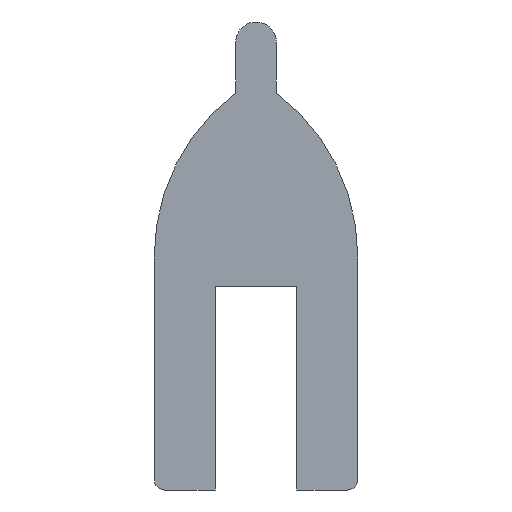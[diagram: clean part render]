
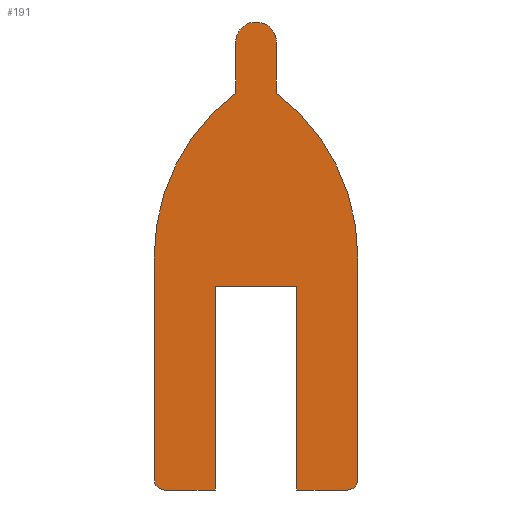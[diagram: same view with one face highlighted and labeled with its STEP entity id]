
A CAD part, front view. The second image highlights one B-rep face of the part: STEP entity #191.
In plain terms, the highlighted free-form (B-spline) face has degree [1, 1] with [2, 2] control points.
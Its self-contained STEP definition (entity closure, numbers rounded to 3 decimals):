
#44=CARTESIAN_POINT('',(-5.499,0.0,1.149));
#45=CARTESIAN_POINT('',(5.5,0.0,1.149));
#46=CARTESIAN_POINT('',(-5.499,0.0,-24.149));
#47=CARTESIAN_POINT('',(5.5,0.0,-24.149));
#48=B_SPLINE_SURFACE_WITH_KNOTS('',1,1,((#44,#46),(#45,#47)),.UNSPECIFIED.,.F.,.F.,.U.,(2,2),(2,2),(0.0,10.999),(0.0,25.298),.UNSPECIFIED.);
#49=CARTESIAN_POINT('',(-1.,0.0,-3.5));
#50=VERTEX_POINT('',#49);
#51=CARTESIAN_POINT('',(-5.0,0.0,-11.5));
#52=VERTEX_POINT('',#51);
#53=CARTESIAN_POINT('',(-1.,0.0,-3.5));
#54=CARTESIAN_POINT('',(-5.0,0.0,-6.5));
#55=CARTESIAN_POINT('',(-5.0,0.0,-11.5));
#63=(BOUNDED_CURVE()B_SPLINE_CURVE(2,(#53,#54,#55),.UNSPECIFIED.,.F.,.U.)CURVE()GEOMETRIC_REPRESENTATION_ITEM()QUASI_UNIFORM_CURVE()RATIONAL_B_SPLINE_CURVE((1.0,0.894,1.0))REPRESENTATION_ITEM(''));
#64=EDGE_CURVE('',#50,#52,#63,.T.);
#65=ORIENTED_EDGE('',*,*,#64,.T.);
#66=CARTESIAN_POINT('',(-5.0,0.0,-22.5));
#67=VERTEX_POINT('',#66);
#68=CARTESIAN_POINT('',(-5.0,0.0,-11.5));
#69=CARTESIAN_POINT('',(-5.0,0.0,-22.5));
#70=QUASI_UNIFORM_CURVE('',1,(#68,#69),.UNSPECIFIED.,.F.,.U.);
#71=EDGE_CURVE('',#52,#67,#70,.T.);
#72=ORIENTED_EDGE('',*,*,#71,.T.);
#73=CARTESIAN_POINT('',(-4.5,0.0,-23.0));
#74=VERTEX_POINT('',#73);
#75=CARTESIAN_POINT('',(-5.,0.0,-22.5));
#76=CARTESIAN_POINT('',(-5.,0.0,-23.));
#77=CARTESIAN_POINT('',(-4.5,0.0,-23.0));
#85=(BOUNDED_CURVE()B_SPLINE_CURVE(2,(#75,#76,#77),.UNSPECIFIED.,.F.,.U.)CURVE()GEOMETRIC_REPRESENTATION_ITEM()QUASI_UNIFORM_CURVE()RATIONAL_B_SPLINE_CURVE((1.0,0.707,1.0))REPRESENTATION_ITEM(''));
#86=EDGE_CURVE('',#67,#74,#85,.T.);
#87=ORIENTED_EDGE('',*,*,#86,.T.);
#88=CARTESIAN_POINT('',(-2.0,0.0,-23.0));
#89=VERTEX_POINT('',#88);
#90=CARTESIAN_POINT('',(-4.5,0.0,-23.0));
#91=CARTESIAN_POINT('',(-2.0,0.0,-23.0));
#92=QUASI_UNIFORM_CURVE('',1,(#90,#91),.UNSPECIFIED.,.F.,.U.);
#93=EDGE_CURVE('',#74,#89,#92,.T.);
#94=ORIENTED_EDGE('',*,*,#93,.T.);
#95=CARTESIAN_POINT('',(-2.0,0.0,-13.0));
#96=VERTEX_POINT('',#95);
#97=CARTESIAN_POINT('',(-2.0,0.0,-23.0));
#98=CARTESIAN_POINT('',(-2.0,0.0,-13.0));
#99=QUASI_UNIFORM_CURVE('',1,(#97,#98),.UNSPECIFIED.,.F.,.U.);
#100=EDGE_CURVE('',#89,#96,#99,.T.);
#101=ORIENTED_EDGE('',*,*,#100,.T.);
#102=CARTESIAN_POINT('',(2.0,0.0,-13.0));
#103=VERTEX_POINT('',#102);
#104=CARTESIAN_POINT('',(-2.0,0.0,-13.0));
#105=CARTESIAN_POINT('',(2.0,0.0,-13.0));
#106=QUASI_UNIFORM_CURVE('',1,(#104,#105),.UNSPECIFIED.,.F.,.U.);
#107=EDGE_CURVE('',#96,#103,#106,.T.);
#108=ORIENTED_EDGE('',*,*,#107,.T.);
#109=CARTESIAN_POINT('',(2.0,0.0,-23.0));
#110=VERTEX_POINT('',#109);
#111=CARTESIAN_POINT('',(2.0,0.0,-13.0));
#112=CARTESIAN_POINT('',(2.0,0.0,-23.0));
#113=QUASI_UNIFORM_CURVE('',1,(#111,#112),.UNSPECIFIED.,.F.,.U.);
#114=EDGE_CURVE('',#103,#110,#113,.T.);
#115=ORIENTED_EDGE('',*,*,#114,.T.);
#116=CARTESIAN_POINT('',(4.5,0.0,-23.0));
#117=VERTEX_POINT('',#116);
#118=CARTESIAN_POINT('',(2.0,0.0,-23.0));
#119=CARTESIAN_POINT('',(4.5,0.0,-23.0));
#120=QUASI_UNIFORM_CURVE('',1,(#118,#119),.UNSPECIFIED.,.F.,.U.);
#121=EDGE_CURVE('',#110,#117,#120,.T.);
#122=ORIENTED_EDGE('',*,*,#121,.T.);
#123=CARTESIAN_POINT('',(5.0,0.0,-22.5));
#124=VERTEX_POINT('',#123);
#125=CARTESIAN_POINT('',(4.5,0.0,-23.0));
#126=CARTESIAN_POINT('',(5.,0.0,-23.));
#127=CARTESIAN_POINT('',(5.,0.0,-22.5));
#135=(BOUNDED_CURVE()B_SPLINE_CURVE(2,(#125,#126,#127),.UNSPECIFIED.,.F.,.U.)CURVE()GEOMETRIC_REPRESENTATION_ITEM()QUASI_UNIFORM_CURVE()RATIONAL_B_SPLINE_CURVE((1.0,0.707,1.0))REPRESENTATION_ITEM(''));
#136=EDGE_CURVE('',#117,#124,#135,.T.);
#137=ORIENTED_EDGE('',*,*,#136,.T.);
#138=CARTESIAN_POINT('',(5.0,0.0,-11.5));
#139=VERTEX_POINT('',#138);
#140=CARTESIAN_POINT('',(5.0,0.0,-22.5));
#141=CARTESIAN_POINT('',(5.0,0.0,-11.5));
#142=QUASI_UNIFORM_CURVE('',1,(#140,#141),.UNSPECIFIED.,.F.,.U.);
#143=EDGE_CURVE('',#124,#139,#142,.T.);
#144=ORIENTED_EDGE('',*,*,#143,.T.);
#145=CARTESIAN_POINT('',(1.,0.0,-3.5));
#146=VERTEX_POINT('',#145);
#147=CARTESIAN_POINT('',(5.0,0.0,-11.5));
#148=CARTESIAN_POINT('',(5.0,0.0,-6.5));
#149=CARTESIAN_POINT('',(1.,0.0,-3.5));
#157=(BOUNDED_CURVE()B_SPLINE_CURVE(2,(#147,#148,#149),.UNSPECIFIED.,.F.,.U.)CURVE()GEOMETRIC_REPRESENTATION_ITEM()QUASI_UNIFORM_CURVE()RATIONAL_B_SPLINE_CURVE((1.0,0.894,1.0))REPRESENTATION_ITEM(''));
#158=EDGE_CURVE('',#139,#146,#157,.T.);
#159=ORIENTED_EDGE('',*,*,#158,.T.);
#160=CARTESIAN_POINT('',(1.0,0.0,-1.0));
#161=VERTEX_POINT('',#160);
#162=CARTESIAN_POINT('',(1.,0.0,-3.5));
#163=CARTESIAN_POINT('',(1.0,0.0,-1.0));
#164=QUASI_UNIFORM_CURVE('',1,(#162,#163),.UNSPECIFIED.,.F.,.U.);
#165=EDGE_CURVE('',#146,#161,#164,.T.);
#166=ORIENTED_EDGE('',*,*,#165,.T.);
#167=CARTESIAN_POINT('',(-1.0,0.0,-1.0));
#168=VERTEX_POINT('',#167);
#169=CARTESIAN_POINT('',(1.0,0.0,-1.0));
#170=CARTESIAN_POINT('',(1.0,0.0,0.0));
#171=CARTESIAN_POINT('',(0.0,0.0,0.0));
#172=CARTESIAN_POINT('',(-1.0,0.0,0.0));
#173=CARTESIAN_POINT('',(-1.0,0.0,-1.0));
#181=(BOUNDED_CURVE()B_SPLINE_CURVE(2,(#169,#170,#171,#172,#173),.UNSPECIFIED.,.F.,.U.)B_SPLINE_CURVE_WITH_KNOTS((3,2,3),(0.0,0.5,1.0),.UNSPECIFIED.)CURVE()GEOMETRIC_REPRESENTATION_ITEM()RATIONAL_B_SPLINE_CURVE((1.0,0.707,1.0,0.707,1.0))REPRESENTATION_ITEM(''));
#182=EDGE_CURVE('',#161,#168,#181,.T.);
#183=ORIENTED_EDGE('',*,*,#182,.T.);
#184=CARTESIAN_POINT('',(-1.0,0.0,-1.0));
#185=CARTESIAN_POINT('',(-1.,0.0,-3.5));
#186=QUASI_UNIFORM_CURVE('',1,(#184,#185),.UNSPECIFIED.,.F.,.U.);
#187=EDGE_CURVE('',#168,#50,#186,.T.);
#188=ORIENTED_EDGE('',*,*,#187,.T.);
#189=EDGE_LOOP('',(#65,#72,#87,#94,#101,#108,#115,#122,#137,#144,#159,#166,#183,#188));
#190=FACE_OUTER_BOUND('',#189,.T.);
#191=ADVANCED_FACE('',(#190),#48,.F.);
